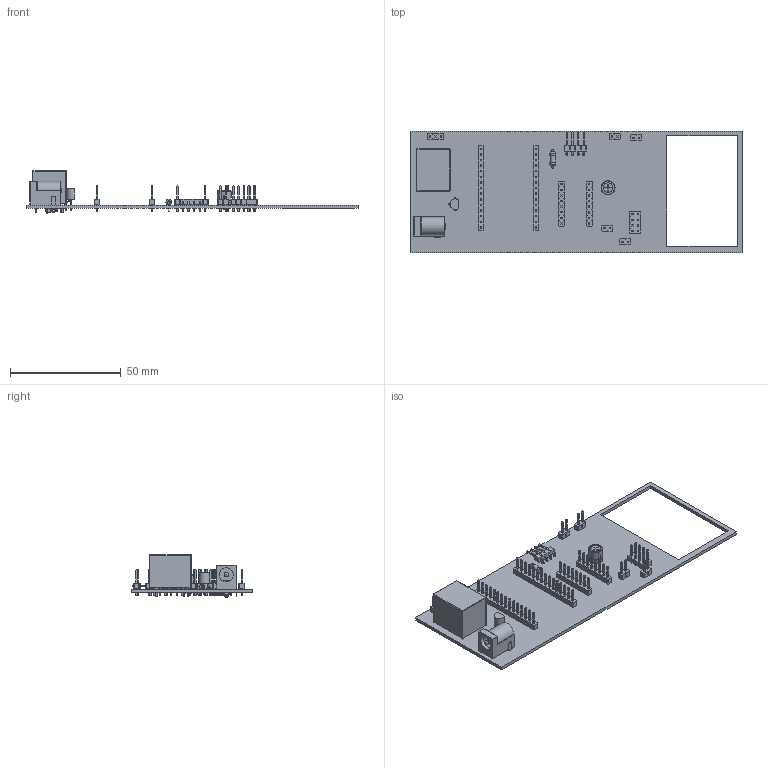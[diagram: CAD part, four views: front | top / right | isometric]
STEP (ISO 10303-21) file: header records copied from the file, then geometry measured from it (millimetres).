
FILE_DESCRIPTION(('KiCad electronic assembly'),'2;1');
FILE_NAME('thruster_circuit.step','2025-10-16T15:00:22',('Pcbnew'),( 'Kicad'),'Open CASCADE STEP processor 7.9','KiCad to STEP converter' ,'Unknown');
FILE_SCHEMA(('AUTOMOTIVE_DESIGN { 1 0 10303 214 1 1 1 1 }'));
Length unit declared in the file: millimetre
Products named in the file (13): thruster_circuit 1; PinHeader_1x08_P2.54mm_Vertical; PinHeader_1x02_P2.54mm_Vertical; BarrelJack_Horizontal; PinHeader_1x04_P2.54mm_Horizontal; TO-92_Wide; PinHeader_1x15_P2.54mm_Vertical; PinHeader_2x04_P2.54mm_Vertical; PinHeader_1x03_P2.54mm_Vertical; Relay_SPDT_Finder_36.11; R_Axial_DIN0207_L6.3mm_D2.5mm_P7.62mm_Horizontal; CP_Radial_D6.3mm_P2.50mm; thruster_circuit_PCB
Assembly tree (17 placements, depth 2):
  thruster_circuit 1
    PinHeader_1x08_P2.54mm_Vertical  x2
    PinHeader_1x02_P2.54mm_Vertical  x4
    BarrelJack_Horizontal
    PinHeader_1x04_P2.54mm_Horizontal
    TO-92_Wide
    PinHeader_1x15_P2.54mm_Vertical  x2
    PinHeader_2x04_P2.54mm_Vertical
    PinHeader_1x03_P2.54mm_Vertical
    Relay_SPDT_Finder_36.11
    R_Axial_DIN0207_L6.3mm_D2.5mm_P7.62mm_Horizontal
    CP_Radial_D6.3mm_P2.50mm
    thruster_circuit_PCB
Bounding box: 150 x 55 x 19.42 mm (x, y, z)
Volume: 16664.8 mm3; surface area: 21481.4 mm2
Topology: 21 solids, 22 shells, 2033 faces, 4887 edges, 3045 vertices
Faces by surface type: plane 1846, cylinder 162, sphere 9, torus 6, revolution 4, bspline 4, extrusion 2
Full cylindrical faces by diameter (mm): 0.5 x2, 0.6 x2, 0.8 x7, 1 x71, 1.3 x5, 1.5 x2, 2 x2, 2.25 x1, 2.5 x2, 6.3 x1
Entity records: 47596 total; most frequent: CARTESIAN_POINT 7383, ORIENTED_EDGE 6332, DIRECTION 6135, EDGE_CURVE 3166, VECTOR 2817, LINE 2815, VERTEX_POINT 1981, AXIS2_PLACEMENT_3D 1657
